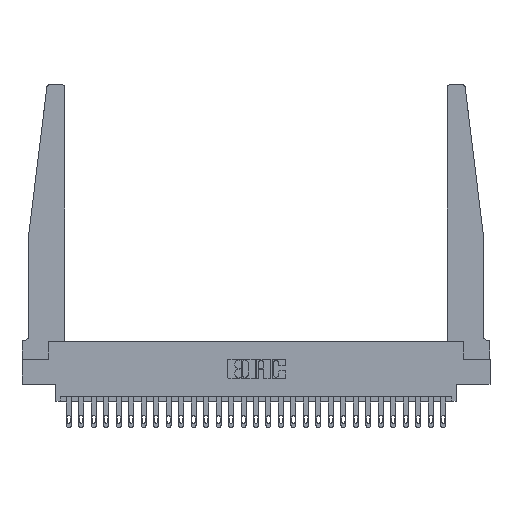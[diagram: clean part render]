
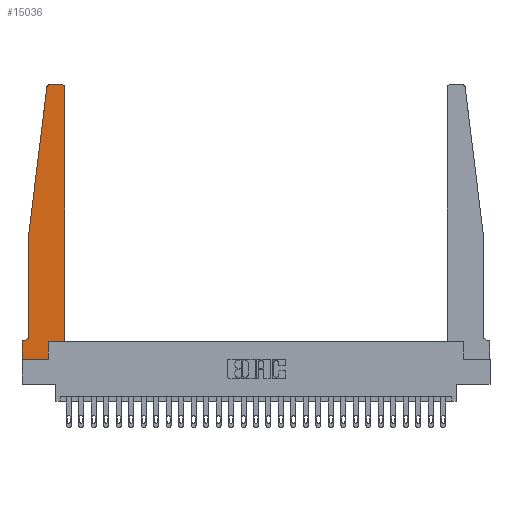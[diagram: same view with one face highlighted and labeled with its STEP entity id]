
A CAD part, top view. The second image highlights one B-rep face of the part: STEP entity #15036.
In plain terms, the highlighted planar face has unit normal (0, 0, 1).
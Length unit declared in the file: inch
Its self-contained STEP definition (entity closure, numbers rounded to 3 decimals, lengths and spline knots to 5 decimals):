
#54 = DIRECTION ( 'NONE',  ( 0., 0., 1. ) ) ;
#213 = EDGE_CURVE ( 'NONE', #9234, #18512, #22240, .T. ) ;
#642 = VECTOR ( 'NONE', #14616, 39.37008 ) ;
#707 = CARTESIAN_POINT ( 'NONE',  ( 0.425, 0.18, 0.37 ) ) ;
#789 = CARTESIAN_POINT ( 'NONE',  ( 0.015, 0.2375, 0.37 ) ) ;
#1058 = LINE ( 'NONE', #24126, #21561 ) ;
#1362 = DIRECTION ( 'NONE',  ( 0., 1., 0. ) ) ;
#1874 = CARTESIAN_POINT ( 'NONE',  ( 0.015, 0.1875, 0.37 ) ) ;
#2455 = LINE ( 'NONE', #15529, #13724 ) ;
#2527 = DIRECTION ( 'NONE',  ( 0., 0., 1. ) ) ;
#2555 = ORIENTED_EDGE ( 'NONE', *, *, #20373, .T. ) ;
#3284 = AXIS2_PLACEMENT_3D ( 'NONE', #12764, #2527, #19164 ) ;
#3563 = EDGE_CURVE ( 'NONE', #22296, #20304, #23088, .T. ) ;
#4341 = EDGE_CURVE ( 'NONE', #18512, #24903, #1058, .T. ) ;
#5519 = DIRECTION ( 'NONE',  ( 0., 0., 1. ) ) ;
#5795 = ORIENTED_EDGE ( 'NONE', *, *, #17612, .T. ) ;
#5920 = ORIENTED_EDGE ( 'NONE', *, *, #24135, .T. ) ;
#5929 = PLANE ( 'NONE',  #22333 ) ;
#6148 = CARTESIAN_POINT ( 'NONE',  ( 0.065, 1.25, 0.37 ) ) ;
#6200 = DIRECTION ( 'NONE',  ( 1., 0., 0. ) ) ;
#6450 = CARTESIAN_POINT ( 'NONE',  ( 0.425, 0.18, 0.37 ) ) ;
#6664 = DIRECTION ( 'NONE',  ( -1., 0., 0. ) ) ;
#6774 = CIRCLE ( 'NONE', #3284, 0.03 ) ;
#6827 = EDGE_CURVE ( 'NONE', #11610, #11851, #15482, .T. ) ;
#6994 = VECTOR ( 'NONE', #1362, 39.37008 ) ;
#7448 = CARTESIAN_POINT ( 'NONE',  ( 0., 0., 0.37 ) ) ;
#7637 = DIRECTION ( 'NONE',  ( 0., -1., 0. ) ) ;
#7776 = EDGE_CURVE ( 'NONE', #21877, #18275, #21178, .T. ) ;
#8027 = CARTESIAN_POINT ( 'NONE',  ( 0.2605, 0.18, 0.37 ) ) ;
#8047 = CARTESIAN_POINT ( 'NONE',  ( 0., 0., 0.37 ) ) ;
#8270 = CARTESIAN_POINT ( 'NONE',  ( 0.065, 0.2375, 0.37 ) ) ;
#8500 = ORIENTED_EDGE ( 'NONE', *, *, #4341, .T. ) ;
#8755 = CARTESIAN_POINT ( 'NONE',  ( 0.2605, 0.18, 0.37 ) ) ;
#8897 = DIRECTION ( 'NONE',  ( 1., 0., 0. ) ) ;
#9234 = VERTEX_POINT ( 'NONE', #9861 ) ;
#9322 = ORIENTED_EDGE ( 'NONE', *, *, #7776, .T. ) ;
#9432 = AXIS2_PLACEMENT_3D ( 'NONE', #789, #19206, #6664 ) ;
#9655 = CARTESIAN_POINT ( 'NONE',  ( 0.395, 2.75, 0.37 ) ) ;
#9861 = CARTESIAN_POINT ( 'NONE',  ( 0., 0.1875, 0.37 ) ) ;
#11610 = VERTEX_POINT ( 'NONE', #15655 ) ;
#11851 = VERTEX_POINT ( 'NONE', #13555 ) ;
#12314 = CARTESIAN_POINT ( 'NONE',  ( 0.425, 2.72, 0.37 ) ) ;
#12547 = CARTESIAN_POINT ( 'NONE',  ( 0.065, 1.25, 0.37 ) ) ;
#12677 = VERTEX_POINT ( 'NONE', #12547 ) ;
#12683 = EDGE_CURVE ( 'NONE', #11851, #12677, #15254, .T. ) ;
#12720 = LINE ( 'NONE', #6450, #25439 ) ;
#12764 = CARTESIAN_POINT ( 'NONE',  ( 0.395, 2.72, 0.37 ) ) ;
#13555 = CARTESIAN_POINT ( 'NONE',  ( 0.24675, 2.72367, 0.37 ) ) ;
#13696 = ORIENTED_EDGE ( 'NONE', *, *, #12683, .T. ) ;
#13724 = VECTOR ( 'NONE', #23874, 39.37008 ) ;
#13838 = DIRECTION ( 'NONE',  ( 1., 0., 0. ) ) ;
#14238 = CARTESIAN_POINT ( 'NONE',  ( 0., 0.1875, 0.37 ) ) ;
#14375 = ORIENTED_EDGE ( 'NONE', *, *, #6827, .T. ) ;
#14459 = DIRECTION ( 'NONE',  ( 0., -1., 0. ) ) ;
#14596 = CARTESIAN_POINT ( 'NONE',  ( 0.25, 2.75, 0.37 ) ) ;
#14616 = DIRECTION ( 'NONE',  ( 0., 1., 0. ) ) ;
#15036 = ADVANCED_FACE ( 'NONE', ( #24619 ), #5929, .T. ) ;
#15059 = AXIS2_PLACEMENT_3D ( 'NONE', #18870, #54, #6200 ) ;
#15081 = ORIENTED_EDGE ( 'NONE', *, *, #22760, .T. ) ;
#15116 = DIRECTION ( 'NONE',  ( -0.122, -0.992, 0. ) ) ;
#15254 = LINE ( 'NONE', #25923, #24406 ) ;
#15482 = CIRCLE ( 'NONE', #15059, 0.03 ) ;
#15529 = CARTESIAN_POINT ( 'NONE',  ( 0.065, 0.1875, 0.37 ) ) ;
#15655 = CARTESIAN_POINT ( 'NONE',  ( 0.27653, 2.75, 0.37 ) ) ;
#16496 = LINE ( 'NONE', #6148, #21482 ) ;
#17554 = DIRECTION ( 'NONE',  ( 1., 0., 0. ) ) ;
#17612 = EDGE_CURVE ( 'NONE', #24903, #23185, #21148, .T. ) ;
#17884 = EDGE_LOOP ( 'NONE', ( #15081, #14375, #13696, #20036, #9322, #5920, #22567, #8500, #5795, #2555, #22491, #25212 ) ) ;
#18275 = VERTEX_POINT ( 'NONE', #1874 ) ;
#18512 = VERTEX_POINT ( 'NONE', #7448 ) ;
#18870 = CARTESIAN_POINT ( 'NONE',  ( 0.27653, 2.72, 0.37 ) ) ;
#19164 = DIRECTION ( 'NONE',  ( 1., 0., 0. ) ) ;
#19206 = DIRECTION ( 'NONE',  ( 0., 0., -1. ) ) ;
#19804 = VECTOR ( 'NONE', #22930, 39.37008 ) ;
#20036 = ORIENTED_EDGE ( 'NONE', *, *, #20745, .T. ) ;
#20304 = VERTEX_POINT ( 'NONE', #12314 ) ;
#20346 = CARTESIAN_POINT ( 'NONE',  ( 0.425, 0.18, 0.37 ) ) ;
#20373 = EDGE_CURVE ( 'NONE', #23185, #22296, #12720, .T. ) ;
#20745 = EDGE_CURVE ( 'NONE', #12677, #21877, #16496, .T. ) ;
#21148 = LINE ( 'NONE', #8755, #6994 ) ;
#21178 = CIRCLE ( 'NONE', #9432, 0.05 ) ;
#21482 = VECTOR ( 'NONE', #14459, 39.37008 ) ;
#21561 = VECTOR ( 'NONE', #17554, 39.37008 ) ;
#21877 = VERTEX_POINT ( 'NONE', #8270 ) ;
#22240 = LINE ( 'NONE', #8047, #25698 ) ;
#22296 = VERTEX_POINT ( 'NONE', #707 ) ;
#22333 = AXIS2_PLACEMENT_3D ( 'NONE', #14238, #5519, #13838 ) ;
#22491 = ORIENTED_EDGE ( 'NONE', *, *, #3563, .T. ) ;
#22567 = ORIENTED_EDGE ( 'NONE', *, *, #213, .T. ) ;
#22760 = EDGE_CURVE ( 'NONE', #24713, #11610, #24985, .T. ) ;
#22930 = DIRECTION ( 'NONE',  ( -1., 0., 0. ) ) ;
#23088 = LINE ( 'NONE', #20346, #642 ) ;
#23185 = VERTEX_POINT ( 'NONE', #8027 ) ;
#23874 = DIRECTION ( 'NONE',  ( -1., 0., 0. ) ) ;
#24126 = CARTESIAN_POINT ( 'NONE',  ( 0., 0., 0.37 ) ) ;
#24135 = EDGE_CURVE ( 'NONE', #18275, #9234, #2455, .T. ) ;
#24406 = VECTOR ( 'NONE', #15116, 39.37008 ) ;
#24619 = FACE_OUTER_BOUND ( 'NONE', #17884, .T. ) ;
#24660 = CARTESIAN_POINT ( 'NONE',  ( 0.2605, 0., 0.37 ) ) ;
#24713 = VERTEX_POINT ( 'NONE', #9655 ) ;
#24903 = VERTEX_POINT ( 'NONE', #24660 ) ;
#24983 = EDGE_CURVE ( 'NONE', #20304, #24713, #6774, .T. ) ;
#24985 = LINE ( 'NONE', #14596, #19804 ) ;
#25212 = ORIENTED_EDGE ( 'NONE', *, *, #24983, .T. ) ;
#25439 = VECTOR ( 'NONE', #8897, 39.37008 ) ;
#25698 = VECTOR ( 'NONE', #7637, 39.37008 ) ;
#25923 = CARTESIAN_POINT ( 'NONE',  ( 0.065, 1.25, 0.37 ) ) ;
